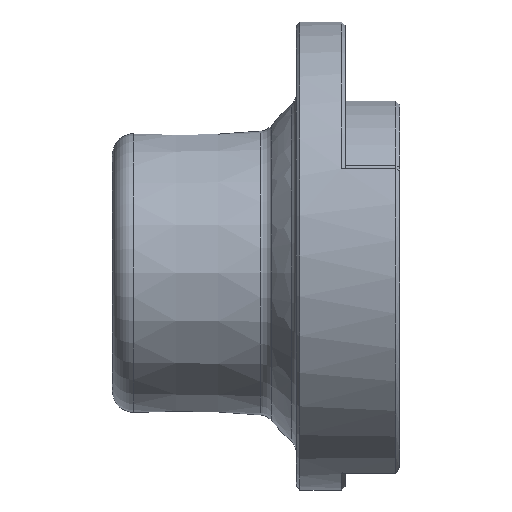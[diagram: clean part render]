
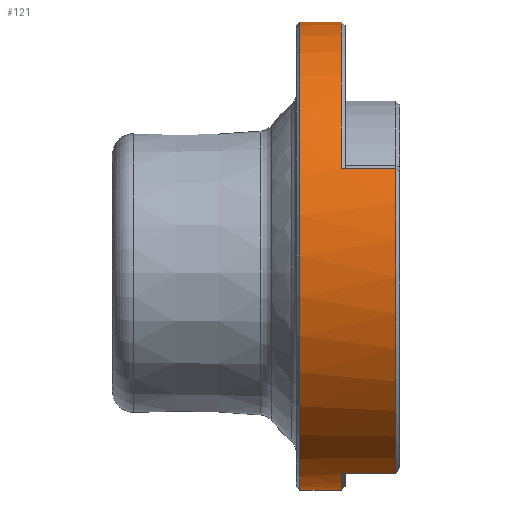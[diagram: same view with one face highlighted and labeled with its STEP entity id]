
A CAD part, left-side view. The second image highlights one B-rep face of the part: STEP entity #121.
In plain terms, the highlighted cylindrical face has radius 16.3 mm (diameter 32.6 mm), a partial arc.
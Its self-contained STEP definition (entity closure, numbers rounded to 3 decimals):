
#121 = ADVANCED_FACE( '', ( #245 ), #246, .T. );
#245 = FACE_OUTER_BOUND( '', #410, .T. );
#246 = CYLINDRICAL_SURFACE( '', #411, 16.3 );
#410 = EDGE_LOOP( '', ( #745, #746, #747, #748, #749, #750, #751, #752 ) );
#411 = AXIS2_PLACEMENT_3D( '', #753, #754, #755 );
#745 = ORIENTED_EDGE( '', *, *, #840, .T. );
#746 = ORIENTED_EDGE( '', *, *, #885, .T. );
#747 = ORIENTED_EDGE( '', *, *, #841, .F. );
#748 = ORIENTED_EDGE( '', *, *, #908, .T. );
#749 = ORIENTED_EDGE( '', *, *, #906, .T. );
#750 = ORIENTED_EDGE( '', *, *, #909, .T. );
#751 = ORIENTED_EDGE( '', *, *, #901, .F. );
#752 = ORIENTED_EDGE( '', *, *, #836, .T. );
#753 = CARTESIAN_POINT( '', ( -14.866, 0., 7.208 ) );
#754 = DIRECTION( '', ( 0., -1., 0. ) );
#755 = DIRECTION( '', ( 0., 0., 1. ) );
#836 = EDGE_CURVE( '', #975, #973, #976, .T. );
#840 = EDGE_CURVE( '', #973, #980, #982, .T. );
#841 = EDGE_CURVE( '', #983, #984, #985, .T. );
#885 = EDGE_CURVE( '', #980, #984, #1057, .T. );
#901 = EDGE_CURVE( '', #975, #1081, #1082, .T. );
#906 = EDGE_CURVE( '', #1088, #919, #1089, .T. );
#908 = EDGE_CURVE( '', #983, #1088, #1091, .T. );
#909 = EDGE_CURVE( '', #919, #1081, #1092, .F. );
#919 = VERTEX_POINT( '', #1102 );
#973 = VERTEX_POINT( '', #1173 );
#975 = VERTEX_POINT( '', #1178 );
#976 = CIRCLE( '', #1179, 16.3 );
#980 = VERTEX_POINT( '', #1185 );
#982 = LINE( '', #1188, #1189 );
#983 = VERTEX_POINT( '', #1190 );
#984 = VERTEX_POINT( '', #1191 );
#985 = LINE( '', #1192, #1193 );
#1057 = CIRCLE( '', #1298, 16.3 );
#1081 = VERTEX_POINT( '', #1330 );
#1082 = LINE( '', #1331, #1332 );
#1088 = VERTEX_POINT( '', #1340 );
#1089 = LINE( '', #1341, #1342 );
#1091 = CIRCLE( '', #1345, 16.3 );
#1092 = CIRCLE( '', #1346, 16.3 );
#1102 = CARTESIAN_POINT( '', ( -14.866, 3.15, 23.508 ) );
#1173 = CARTESIAN_POINT( '', ( -20.807, 0.25, -7.971 ) );
#1178 = CARTESIAN_POINT( '', ( -14.866, 0.25, -9.092 ) );
#1179 = AXIS2_PLACEMENT_3D( '', #1413, #1414, #1415 );
#1185 = CARTESIAN_POINT( '', ( -20.807, -3.55, -7.971 ) );
#1188 = CARTESIAN_POINT( '', ( -20.807, 0., -7.971 ) );
#1189 = VECTOR( '', #1419, 1000. );
#1190 = CARTESIAN_POINT( '', ( -29.984, 0.25, 13.3 ) );
#1191 = CARTESIAN_POINT( '', ( -29.984, -3.55, 13.3 ) );
#1192 = CARTESIAN_POINT( '', ( -29.984, 0., 13.3 ) );
#1193 = VECTOR( '', #1420, 1000. );
#1298 = AXIS2_PLACEMENT_3D( '', #1499, #1500, #1501 );
#1330 = CARTESIAN_POINT( '', ( -14.866, 3.15, -9.092 ) );
#1331 = CARTESIAN_POINT( '', ( -14.866, 0., -9.092 ) );
#1332 = VECTOR( '', #1531, 1000. );
#1340 = CARTESIAN_POINT( '', ( -14.866, 0.25, 23.508 ) );
#1341 = CARTESIAN_POINT( '', ( -14.866, 0., 23.508 ) );
#1342 = VECTOR( '', #1540, 1000. );
#1345 = AXIS2_PLACEMENT_3D( '', #1542, #1543, #1544 );
#1346 = AXIS2_PLACEMENT_3D( '', #1545, #1546, #1547 );
#1413 = CARTESIAN_POINT( '', ( -14.866, 0.25, 7.208 ) );
#1414 = DIRECTION( '', ( 0., 1., 0. ) );
#1415 = DIRECTION( '', ( 0., 0., 1. ) );
#1419 = DIRECTION( '', ( 0., -1., 0. ) );
#1420 = DIRECTION( '', ( 0., -1., 0. ) );
#1499 = CARTESIAN_POINT( '', ( -14.866, -3.55, 7.208 ) );
#1500 = DIRECTION( '', ( 0., 1., 0. ) );
#1501 = DIRECTION( '', ( 0., 0., 1. ) );
#1531 = DIRECTION( '', ( 0., 1., 0. ) );
#1540 = DIRECTION( '', ( 0., 1., 0. ) );
#1542 = CARTESIAN_POINT( '', ( -14.866, 0.25, 7.208 ) );
#1543 = DIRECTION( '', ( 0., 1., 0. ) );
#1544 = DIRECTION( '', ( 0., 0., 1. ) );
#1545 = CARTESIAN_POINT( '', ( -14.866, 3.15, 7.208 ) );
#1546 = DIRECTION( '', ( 0., 1., 0. ) );
#1547 = DIRECTION( '', ( 0., 0., 1. ) );
